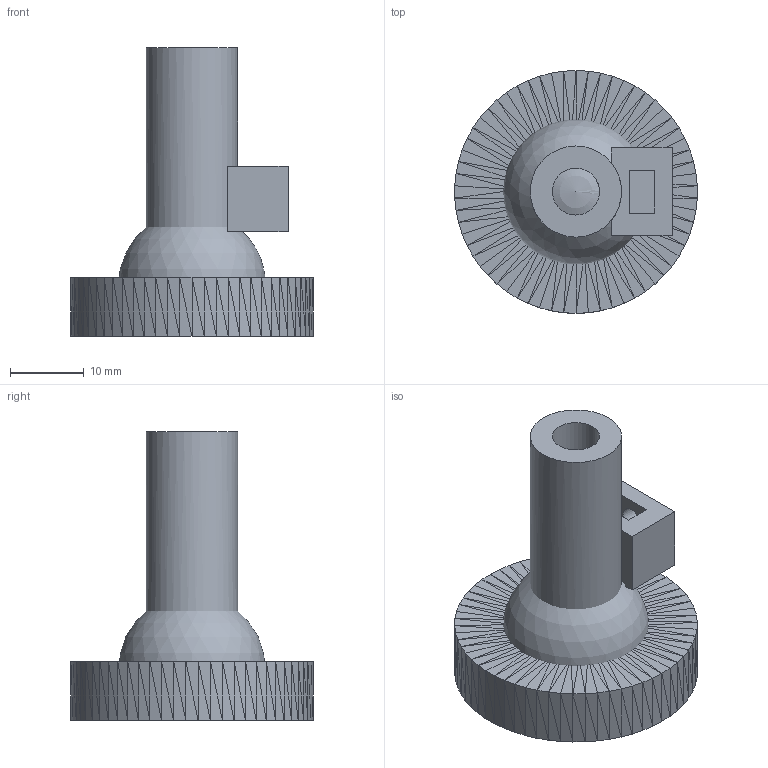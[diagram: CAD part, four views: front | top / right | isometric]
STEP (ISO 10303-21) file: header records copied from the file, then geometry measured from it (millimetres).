
FILE_DESCRIPTION(('FreeCAD Model'),'2;1');
FILE_NAME('Open CASCADE Shape Model','2024-05-14T09:49:35',(''),(''), 'Open CASCADE STEP processor 7.6','FreeCAD','Unknown');
FILE_SCHEMA(('AUTOMOTIVE_DESIGN { 1 0 10303 214 1 1 1 1 }'));
Length unit declared in the file: millimetre
Products named in the file (1): wheel_assembly
Bounding box: 32.96 x 33 x 39.25 mm (x, y, z)
Volume: 3672.7 mm3; surface area: 6336.5 mm2
Topology: 2 solids, 3 shells, 684 faces, 1046 edges, 365 vertices
Faces by surface type: plane 678, cylinder 4, sphere 2
Full cylindrical faces by diameter (mm): 3.2 x2, 6.4 x1, 12.4 x1
Entity records: 19754 total; most frequent: DIRECTION 2425, CARTESIAN_POINT 2206, ORIENTED_EDGE 2088, EDGE_CURVE 1044, LINE 1029, VECTOR 1029, AXIS2_PLACEMENT_3D 698, FACE_BOUND 691
